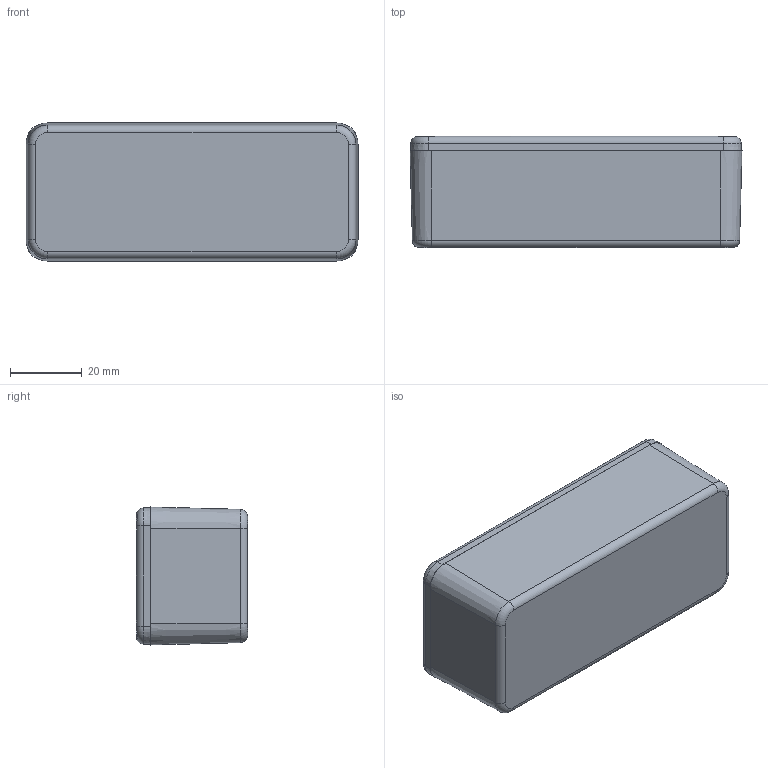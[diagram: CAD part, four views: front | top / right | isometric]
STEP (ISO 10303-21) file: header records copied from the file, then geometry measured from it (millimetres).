
FILE_DESCRIPTION(/* description */ (''),/* implementation_level */ '2;1');
FILE_NAME(/* name */ '1590A.iam.stp',/* time_stamp */ '2014-07-28T13:46:06-04:00',/* author */ ('rboehler'),/* organization */ (''),/* preprocessor_version */ 'ST-DEVELOPER v15.2',/* originating_system */ 'Autodesk Inventor 2014',/* authorisation */ '');
FILE_SCHEMA (('AUTOMOTIVE_DESIGN { 1 0 10303 214 3 1 1 }'));
Products named in the file (4): 1590A BOX; 1590A LID; #12031; 1590A
Bounding box: 92.6 x 31 x 38.5 mm (x, y, z)
Volume: 28587.5 mm3; surface area: 29678.8 mm2
Topology: 6 solids, 6 shells, 452 faces, 1165 edges, 754 vertices
Faces by surface type: plane 242, bspline 74, cylinder 60, cone 60, torus 16
Full cylindrical faces by diameter (mm): 2.642 x4, 3.378 x4, 3.9 x4, 4 x4, 7 x4
Entity records: 12020 total; most frequent: CARTESIAN_POINT 3202, ORIENTED_EDGE 1872, DIRECTION 1649, EDGE_CURVE 936, VERTEX_POINT 613, LINE 577, VECTOR 577, AXIS2_PLACEMENT_3D 536
